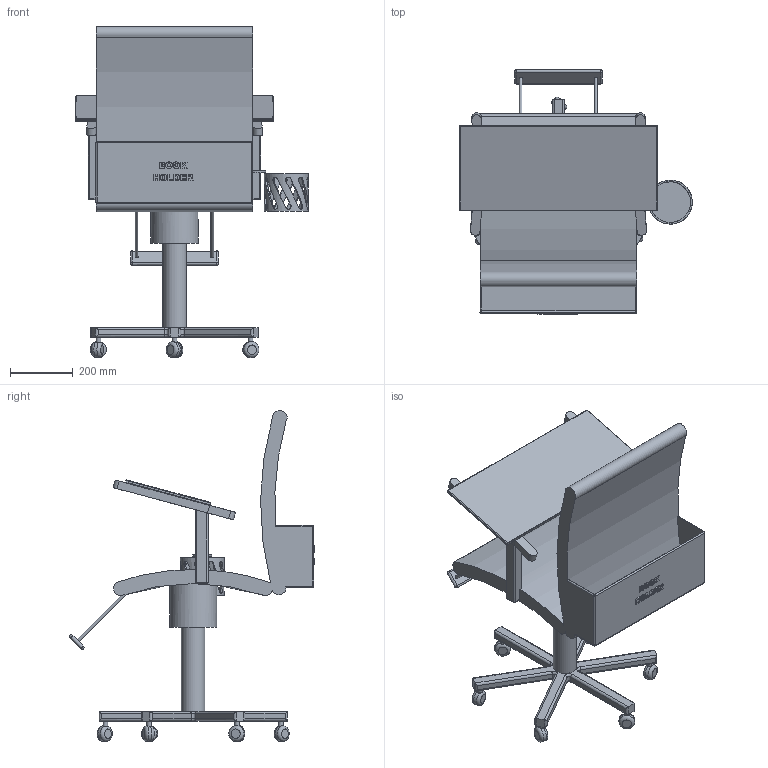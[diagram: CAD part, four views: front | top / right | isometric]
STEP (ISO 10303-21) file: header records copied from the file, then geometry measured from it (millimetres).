
FILE_DESCRIPTION(/* description */ (''),/* implementation_level */ '2;1');
FILE_NAME(/* name */ 'Modern Study Chiar.step',/* time_stamp */ '2022-08-24T22:36:21+05:30',/* author */ (''),/* organization */ (''),/* preprocessor_version */ 'ST-DEVELOPER v19',/* originating_system */ 'Autodesk Translation Framework v11.7.0.108',/* authorisation */ '');
FILE_SCHEMA (('AUTOMOTIVE_DESIGN { 1 0 10303 214 3 1 1 }'));
Length unit declared in the file: millimetre
Products named in the file (4): petrichor; Component1; Component2; Component3
Assembly tree (3 placements, depth 2):
  petrichor
    Component1
    Component2
    Component3
Bounding box: 741.53 x 780.66 x 1055.65 mm (x, y, z)
Volume: 34765561.2 mm3; surface area: 2656021.4 mm2
Topology: 4 solids, 4 shells, 483 faces, 1247 edges, 796 vertices
Faces by surface type: plane 181, bspline 141, cylinder 116, torus 24, sphere 21
Full cylindrical faces by diameter (mm): 3 x2, 10 x2, 15 x6, 50 x6, 60 x1, 75 x1, 130 x1, 140 x1, 150 x1
Entity records: 17846 total; most frequent: CARTESIAN_POINT 6597, ORIENTED_EDGE 2492, DIRECTION 1886, EDGE_CURVE 1246, VERTEX_POINT 796, LINE 672, VECTOR 672, AXIS2_PLACEMENT_3D 607
